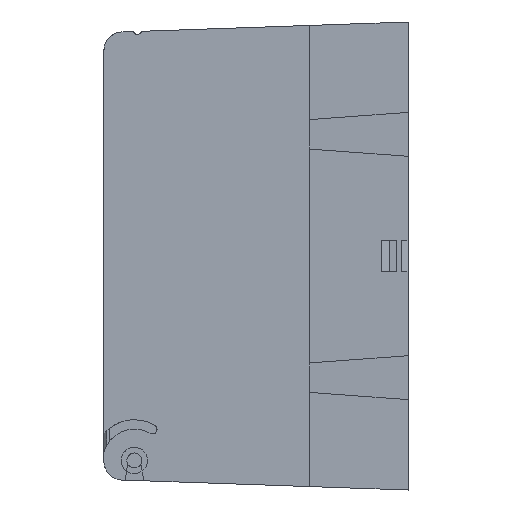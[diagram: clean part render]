
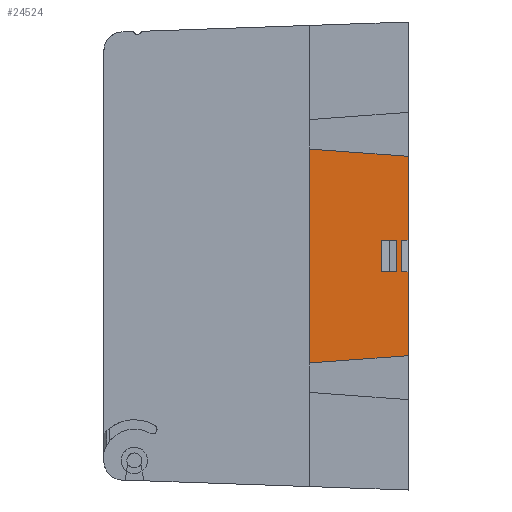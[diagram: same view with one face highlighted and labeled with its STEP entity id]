
A CAD part, left-side view. The second image highlights one B-rep face of the part: STEP entity #24524.
In plain terms, the highlighted planar face has unit normal (1, 0, 0).
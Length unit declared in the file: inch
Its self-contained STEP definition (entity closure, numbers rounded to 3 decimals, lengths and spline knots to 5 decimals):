
#1024 = CARTESIAN_POINT ( 'NONE',  ( -0.9242, -0.625, -2.26333 ) ) ;
#1966 = DIRECTION ( 'NONE',  ( 0., 0., 1. ) ) ;
#1985 = EDGE_CURVE ( 'NONE', #13518, #15826, #28782, .T. ) ;
#2036 = CARTESIAN_POINT ( 'NONE',  ( -0.9242, -1.675, -2.3 ) ) ;
#2555 = CARTESIAN_POINT ( 'NONE',  ( -0.9242, -1.605, -2.26333 ) ) ;
#2890 = LINE ( 'NONE', #2555, #7728 ) ;
#3347 = VECTOR ( 'NONE', #9074, 39.37008 ) ;
#3452 = LINE ( 'NONE', #9200, #3347 ) ;
#3714 = VECTOR ( 'NONE', #8938, 39.37008 ) ;
#3773 = DIRECTION ( 'NONE',  ( 0., 0., 1. ) ) ;
#4148 = ORIENTED_EDGE ( 'NONE', *, *, #13756, .F. ) ;
#4602 = FACE_BOUND ( 'NONE', #7535, .T. ) ;
#4665 = DIRECTION ( 'NONE',  ( 0., 0., 1. ) ) ;
#5078 = CARTESIAN_POINT ( 'NONE',  ( -0.9242, -1.3934, -2.26333 ) ) ;
#5457 = VECTOR ( 'NONE', #11442, 39.37008 ) ;
#5514 = LINE ( 'NONE', #11927, #5457 ) ;
#5579 = DIRECTION ( 'NONE',  ( 0., 0., 1. ) ) ;
#5616 = VERTEX_POINT ( 'NONE', #14976 ) ;
#5983 = CARTESIAN_POINT ( 'NONE',  ( -0.9242, -1.675, -2.3 ) ) ;
#6886 = ORIENTED_EDGE ( 'NONE', *, *, #13958, .F. ) ;
#7002 = VERTEX_POINT ( 'NONE', #7836 ) ;
#7094 = CARTESIAN_POINT ( 'NONE',  ( -0.9242, -1.675, -1.115 ) ) ;
#7535 = EDGE_LOOP ( 'NONE', ( #27877, #19003, #30276, #17171 ) ) ;
#7728 = VECTOR ( 'NONE', #34094, 39.37008 ) ;
#7836 = CARTESIAN_POINT ( 'NONE',  ( -0.9242, -1.675, -0.22 ) ) ;
#8036 = CARTESIAN_POINT ( 'NONE',  ( -0.9242, -0.625, -0.22 ) ) ;
#8938 = DIRECTION ( 'NONE',  ( 0., 1., 0. ) ) ;
#9074 = DIRECTION ( 'NONE',  ( 0., 1., 0. ) ) ;
#9085 = CARTESIAN_POINT ( 'NONE',  ( -0.9242, -1.555, -0.22 ) ) ;
#9200 = CARTESIAN_POINT ( 'NONE',  ( -0.9242, -0.625, -0.22 ) ) ;
#9839 = LINE ( 'NONE', #2036, #9880 ) ;
#9880 = VECTOR ( 'NONE', #1966, 39.37008 ) ;
#10753 = LINE ( 'NONE', #25863, #10810 ) ;
#10810 = VECTOR ( 'NONE', #26636, 39.37008 ) ;
#10884 = LINE ( 'NONE', #13061, #19950 ) ;
#11024 = VERTEX_POINT ( 'NONE', #21569 ) ;
#11442 = DIRECTION ( 'NONE',  ( 0., 0.997, 0.074 ) ) ;
#11927 = CARTESIAN_POINT ( 'NONE',  ( -0.9242, -1.675, 1.015 ) ) ;
#12084 = ORIENTED_EDGE ( 'NONE', *, *, #14410, .F. ) ;
#13061 = CARTESIAN_POINT ( 'NONE',  ( -0.9242, -0.625, -4.92979 ) ) ;
#13182 = EDGE_CURVE ( 'NONE', #5616, #21187, #10753, .T. ) ;
#13518 = VERTEX_POINT ( 'NONE', #14092 ) ;
#13756 = EDGE_CURVE ( 'NONE', #29528, #25658, #5514, .T. ) ;
#13958 = EDGE_CURVE ( 'NONE', #7002, #21684, #3452, .T. ) ;
#14092 = CARTESIAN_POINT ( 'NONE',  ( -0.9242, -0.625, -1.19282 ) ) ;
#14410 = EDGE_CURVE ( 'NONE', #21684, #5616, #2890, .T. ) ;
#14713 = ORIENTED_EDGE ( 'NONE', *, *, #24851, .F. ) ;
#14976 = CARTESIAN_POINT ( 'NONE',  ( -0.9242, -1.605, 0.12 ) ) ;
#15070 = EDGE_CURVE ( 'NONE', #11024, #16582, #29895, .T. ) ;
#15073 = DIRECTION ( 'NONE',  ( 0., 0., -1. ) ) ;
#15182 = EDGE_CURVE ( 'NONE', #16582, #23686, #24967, .T. ) ;
#15321 = CARTESIAN_POINT ( 'NONE',  ( -0.9242, -1.555, -2.26333 ) ) ;
#15639 = ORIENTED_EDGE ( 'NONE', *, *, #1985, .F. ) ;
#15719 = EDGE_CURVE ( 'NONE', #23686, #16660, #20895, .T. ) ;
#15826 = VERTEX_POINT ( 'NONE', #7094 ) ;
#15912 = EDGE_LOOP ( 'NONE', ( #6886, #22015, #15639, #14713, #4148, #34069, #22233, #12084 ) ) ;
#15929 = EDGE_CURVE ( 'NONE', #16660, #11024, #18807, .T. ) ;
#16485 = AXIS2_PLACEMENT_3D ( 'NONE', #1024, #20057, #3773 ) ;
#16582 = VERTEX_POINT ( 'NONE', #25532 ) ;
#16660 = VERTEX_POINT ( 'NONE', #16794 ) ;
#16794 = CARTESIAN_POINT ( 'NONE',  ( -0.9242, -1.3934, -0.22 ) ) ;
#17171 = ORIENTED_EDGE ( 'NONE', *, *, #15929, .F. ) ;
#17737 = DIRECTION ( 'NONE',  ( 0., -1., 0. ) ) ;
#17792 = EDGE_CURVE ( 'NONE', #21187, #29528, #9839, .T. ) ;
#17938 = CARTESIAN_POINT ( 'NONE',  ( -0.9242, -0.625, 0.12 ) ) ;
#18222 = EDGE_CURVE ( 'NONE', #15826, #7002, #31709, .T. ) ;
#18426 = CARTESIAN_POINT ( 'NONE',  ( -0.9242, -1.605, -0.22 ) ) ;
#18469 = VECTOR ( 'NONE', #4665, 39.37008 ) ;
#18807 = LINE ( 'NONE', #5078, #18469 ) ;
#19003 = ORIENTED_EDGE ( 'NONE', *, *, #15182, .F. ) ;
#19935 = CARTESIAN_POINT ( 'NONE',  ( -0.9242, -1.675, 1.015 ) ) ;
#19943 = PLANE ( 'NONE',  #16485 ) ;
#19950 = VECTOR ( 'NONE', #25813, 39.37008 ) ;
#20057 = DIRECTION ( 'NONE',  ( -1., 0., 0. ) ) ;
#20895 = LINE ( 'NONE', #8036, #3714 ) ;
#21187 = VERTEX_POINT ( 'NONE', #32606 ) ;
#21569 = CARTESIAN_POINT ( 'NONE',  ( -0.9242, -1.3934, 0.12 ) ) ;
#21684 = VERTEX_POINT ( 'NONE', #18426 ) ;
#22015 = ORIENTED_EDGE ( 'NONE', *, *, #18222, .F. ) ;
#22233 = ORIENTED_EDGE ( 'NONE', *, *, #13182, .F. ) ;
#23291 = VECTOR ( 'NONE', #32287, 39.37008 ) ;
#23686 = VERTEX_POINT ( 'NONE', #9085 ) ;
#24524 = ADVANCED_FACE ( 'NONE', ( #4602, #31541 ), #19943, .F. ) ;
#24851 = EDGE_CURVE ( 'NONE', #25658, #13518, #10884, .T. ) ;
#24967 = LINE ( 'NONE', #15321, #25001 ) ;
#25001 = VECTOR ( 'NONE', #15073, 39.37008 ) ;
#25532 = CARTESIAN_POINT ( 'NONE',  ( -0.9242, -1.555, 0.12 ) ) ;
#25658 = VERTEX_POINT ( 'NONE', #31101 ) ;
#25813 = DIRECTION ( 'NONE',  ( 0., 0., -1. ) ) ;
#25863 = CARTESIAN_POINT ( 'NONE',  ( -0.9242, -0.625, 0.12 ) ) ;
#26636 = DIRECTION ( 'NONE',  ( 0., -1., 0. ) ) ;
#27269 = VECTOR ( 'NONE', #5579, 39.37008 ) ;
#27877 = ORIENTED_EDGE ( 'NONE', *, *, #15719, .F. ) ;
#28782 = LINE ( 'NONE', #31726, #23291 ) ;
#29528 = VERTEX_POINT ( 'NONE', #19935 ) ;
#29895 = LINE ( 'NONE', #17938, #29925 ) ;
#29925 = VECTOR ( 'NONE', #17737, 39.37008 ) ;
#30276 = ORIENTED_EDGE ( 'NONE', *, *, #15070, .F. ) ;
#31101 = CARTESIAN_POINT ( 'NONE',  ( -0.9242, -0.625, 1.09282 ) ) ;
#31541 = FACE_OUTER_BOUND ( 'NONE', #15912, .T. ) ;
#31709 = LINE ( 'NONE', #5983, #27269 ) ;
#31726 = CARTESIAN_POINT ( 'NONE',  ( -0.9242, -0.625, -1.19282 ) ) ;
#32287 = DIRECTION ( 'NONE',  ( 0., -0.997, 0.074 ) ) ;
#32606 = CARTESIAN_POINT ( 'NONE',  ( -0.9242, -1.675, 0.12 ) ) ;
#34069 = ORIENTED_EDGE ( 'NONE', *, *, #17792, .F. ) ;
#34094 = DIRECTION ( 'NONE',  ( 0., 0., 1. ) ) ;
